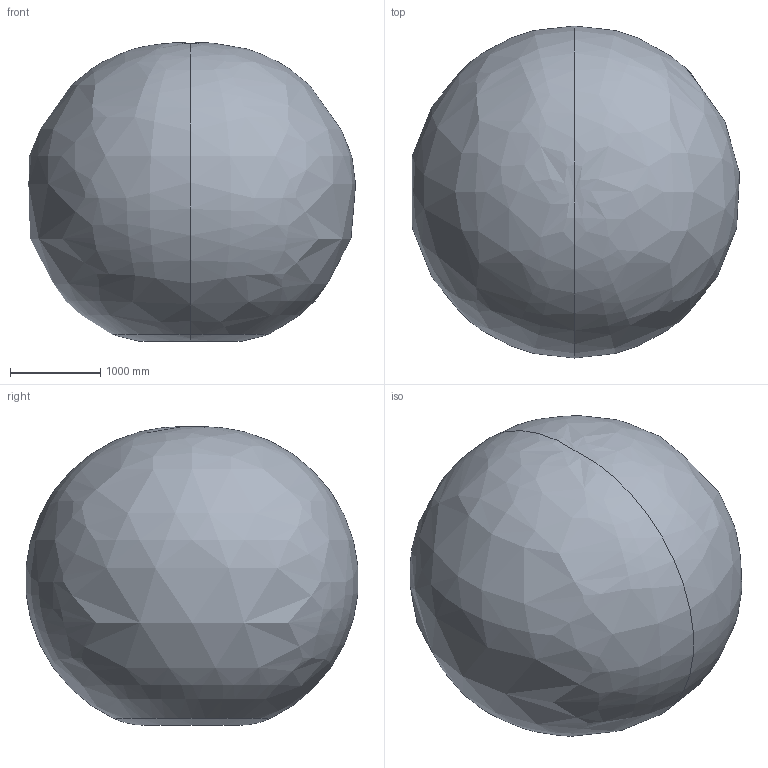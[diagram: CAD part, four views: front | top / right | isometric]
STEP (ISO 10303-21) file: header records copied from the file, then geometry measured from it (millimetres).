
FILE_DESCRIPTION (( 'STEP AP214' ), '1' );
FILE_NAME ('IRB2600_12kg-185_WORKING-SPACE_rev01.STEP', '2017-01-23T10:05:21', ( 'ABB' ), ( 'ABB' ), 'SwSTEP 2.0', 'SolidWorks 2014', '' );
FILE_SCHEMA (( 'AUTOMOTIVE_DESIGN' ));
Length unit declared in the file: millimetre
Products named in the file (1): IRB2600_12kg-185_WORKING-SPACE_rev01
Bounding box: 3623.9 x 3677.25 x 3305.65 mm (x, y, z)
Volume: 24351146708.2 mm3; surface area: 44069557.6 mm2
Topology: 1 solids, 2 shells, 6 faces, 16 edges, 6 vertices
Faces by surface type: bspline 6
Entity records: 324 total; most frequent: CARTESIAN_POINT 135, DIRECTION 18, ORIENTED_EDGE 16, AXIS2_PLACEMENT_3D 9, UNCERTAINTY_MEASURE_WITH_UNIT 9, COLOUR_RGB 8, STYLED_ITEM 8, FILL_AREA_STYLE 8
